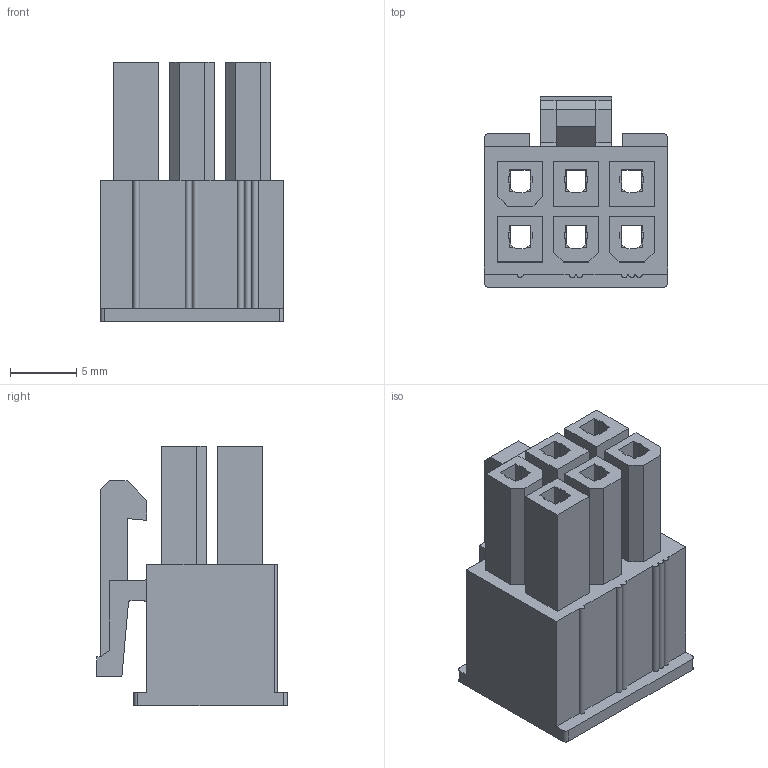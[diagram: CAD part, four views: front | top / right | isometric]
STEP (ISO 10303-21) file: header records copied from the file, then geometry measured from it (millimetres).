
FILE_DESCRIPTION((''),'2;1');
FILE_NAME('039012060','2015-05-15T',('me'),(''),'PRO/ENGINEER BY PARAMETRIC TECHNOLOGY CORPORATION, 2011490','PRO/ENGINEER BY PARAMETRIC TECHNOLOGY CORPORATION, 2011490','');
FILE_SCHEMA(('CONFIG_CONTROL_DESIGN'));
Length unit declared in the file: millimetre
Products named in the file (1): 039012060
Bounding box: 13.8 x 14.4 x 19.6 mm (x, y, z)
Volume: 1833.8 mm3; surface area: 2481.3 mm2
Topology: 1 solids, 1 shells, 277 faces, 767 edges, 498 vertices
Faces by surface type: plane 261, cylinder 16
Entity records: 8703 total; most frequent: CARTESIAN_POINT 1543, ORIENTED_EDGE 1534, DIRECTION 1355, EDGE_CURVE 767, VECTOR 735, LINE 735, VERTEX_POINT 498, AXIS2_PLACEMENT_3D 310
